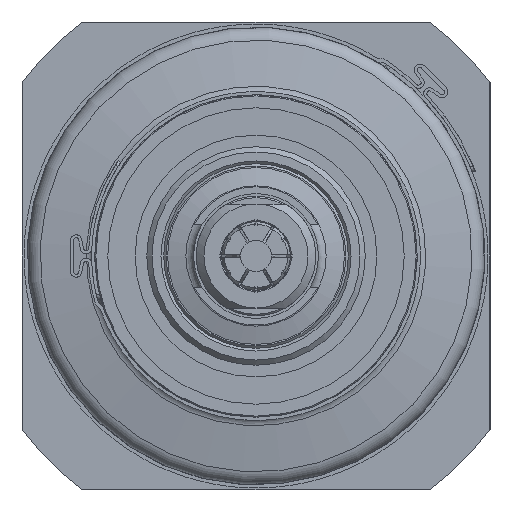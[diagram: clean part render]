
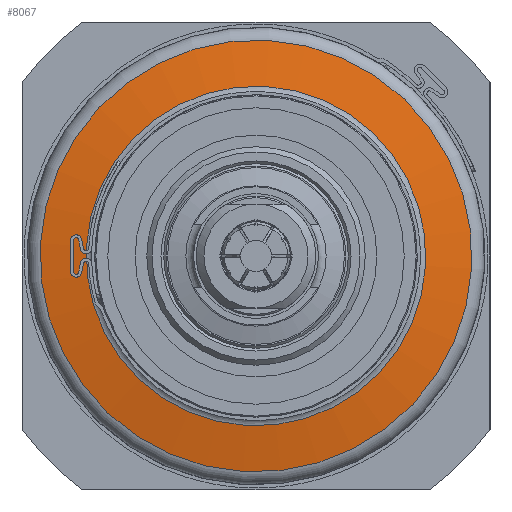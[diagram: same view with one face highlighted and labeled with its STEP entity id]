
A CAD part, left-side view. The second image highlights one B-rep face of the part: STEP entity #8067.
In plain terms, the highlighted conical face has half-angle 80 degrees and reference radius 37.087 mm.
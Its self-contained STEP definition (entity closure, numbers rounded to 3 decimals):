
#549=CONICAL_SURFACE('',#8802,37.087,1.396);
#791=FACE_OUTER_BOUND('',#1242,.T.);
#1242=EDGE_LOOP('',(#6131,#6132,#6133,#6134,#6135,#6136));
#1722=LINE('',#13237,#2193);
#2193=VECTOR('',#10423,37.087);
#2733=CIRCLE('',#8800,41.521);
#2734=CIRCLE('',#8801,41.521);
#2735=CIRCLE('',#8803,32.653);
#2736=CIRCLE('',#8804,32.653);
#3354=VERTEX_POINT('',#13230);
#3355=VERTEX_POINT('',#13232);
#3356=VERTEX_POINT('',#13236);
#3357=VERTEX_POINT('',#13238);
#4340=EDGE_CURVE('',#3354,#3355,#2733,.T.);
#4341=EDGE_CURVE('',#3355,#3354,#2734,.T.);
#4342=EDGE_CURVE('',#3355,#3356,#1722,.T.);
#4343=EDGE_CURVE('',#3356,#3357,#2735,.T.);
#4344=EDGE_CURVE('',#3357,#3356,#2736,.T.);
#6131=ORIENTED_EDGE('',*,*,#4341,.F.);
#6132=ORIENTED_EDGE('',*,*,#4342,.T.);
#6133=ORIENTED_EDGE('',*,*,#4343,.T.);
#6134=ORIENTED_EDGE('',*,*,#4344,.T.);
#6135=ORIENTED_EDGE('',*,*,#4342,.F.);
#6136=ORIENTED_EDGE('',*,*,#4340,.F.);
#8067=ADVANCED_FACE('',(#791),#549,.T.);
#8800=AXIS2_PLACEMENT_3D('',#13233,#10417,#10418);
#8801=AXIS2_PLACEMENT_3D('',#13234,#10419,#10420);
#8802=AXIS2_PLACEMENT_3D('',#13235,#10421,#10422);
#8803=AXIS2_PLACEMENT_3D('',#13239,#10424,#10425);
#8804=AXIS2_PLACEMENT_3D('',#13240,#10426,#10427);
#10417=DIRECTION('center_axis',(1.,0.,0.));
#10418=DIRECTION('ref_axis',(0.,-0.958,0.287));
#10419=DIRECTION('center_axis',(1.,0.,0.));
#10420=DIRECTION('ref_axis',(0.,-0.958,0.287));
#10421=DIRECTION('center_axis',(1.,0.,0.));
#10422=DIRECTION('ref_axis',(0.,-0.287,-0.958));
#10423=DIRECTION('',(-0.174,-0.282,-0.943));
#10424=DIRECTION('center_axis',(1.,0.,0.));
#10425=DIRECTION('ref_axis',(0.,-0.958,0.287));
#10426=DIRECTION('center_axis',(1.,0.,0.));
#10427=DIRECTION('ref_axis',(0.,-0.958,0.287));
#13230=CARTESIAN_POINT('',(-26.93,39.778,-11.905));
#13232=CARTESIAN_POINT('',(-26.93,11.905,39.778));
#13233=CARTESIAN_POINT('Origin',(-26.93,0.,
0.));
#13234=CARTESIAN_POINT('Origin',(-26.93,0.,
0.));
#13235=CARTESIAN_POINT('Origin',(-27.712,0.,
0.));
#13236=CARTESIAN_POINT('',(-28.494,9.363,31.282));
#13237=CARTESIAN_POINT('',(-27.712,10.634,35.53));
#13238=CARTESIAN_POINT('',(-28.494,31.282,-9.363));
#13239=CARTESIAN_POINT('Origin',(-28.494,0.,
0.));
#13240=CARTESIAN_POINT('Origin',(-28.494,0.,
0.));
